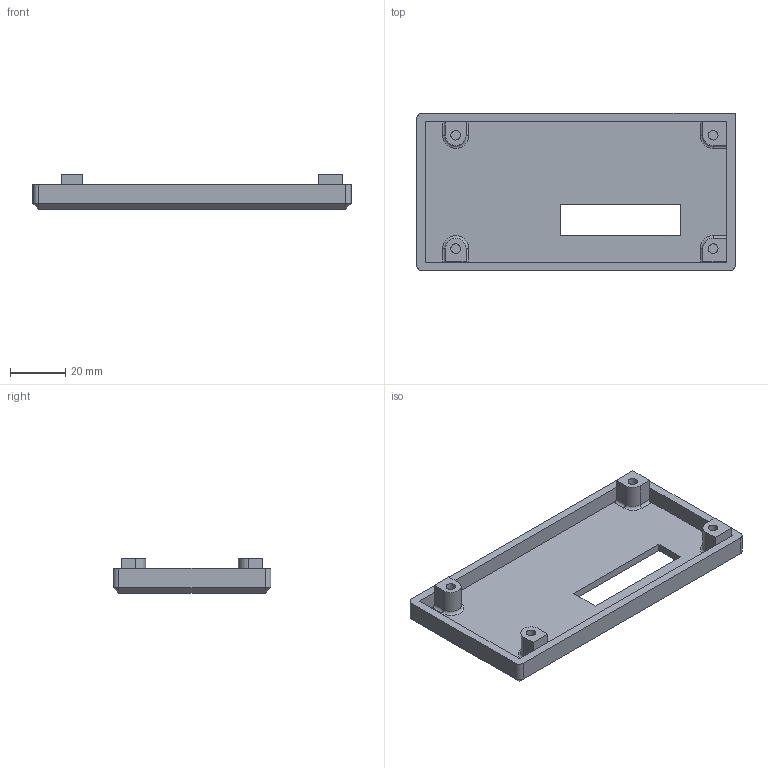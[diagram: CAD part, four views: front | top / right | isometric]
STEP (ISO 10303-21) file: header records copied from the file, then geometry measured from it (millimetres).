
FILE_DESCRIPTION(/* description */ (''),/* implementation_level */ '2;1');
FILE_NAME(/* name */ 'Bottom - plain.step',/* time_stamp */ '2019-05-07T07:20:08+02:00',/* author */ (''),/* organization */ (''),/* preprocessor_version */ 'ST-DEVELOPER v18',/* originating_system */ 'Autodesk Translation Framework v8.2.0.1029',/* authorisation */ '');
FILE_SCHEMA (('AUTOMOTIVE_DESIGN { 1 0 10303 214 3 1 1 }'));
Length unit declared in the file: millimetre
Products named in the file (1): Bottom Hinged
Bounding box: 115 x 57 x 12.4 mm (x, y, z)
Volume: 25262.1 mm3; surface area: 18778.9 mm2
Topology: 1 solids, 1 shells, 123 faces, 285 edges, 174 vertices
Faces by surface type: plane 97, cylinder 19, torus 4, cone 3
Full cylindrical faces by diameter (mm): 3.5 x4
Entity records: 3430 total; most frequent: CARTESIAN_POINT 580, DIRECTION 576, ORIENTED_EDGE 564, EDGE_CURVE 282, LINE 236, VECTOR 236, VERTEX_POINT 174, AXIS2_PLACEMENT_3D 170
